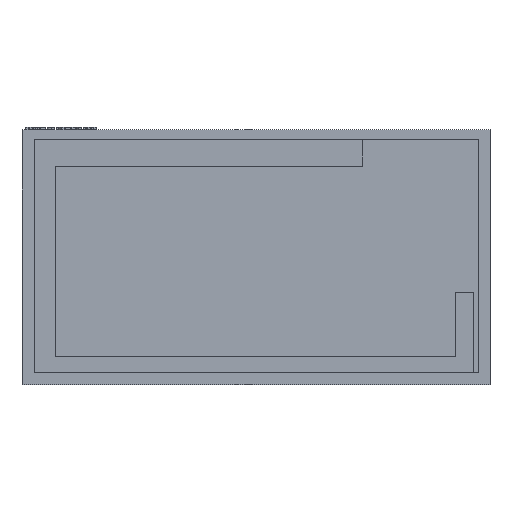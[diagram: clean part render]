
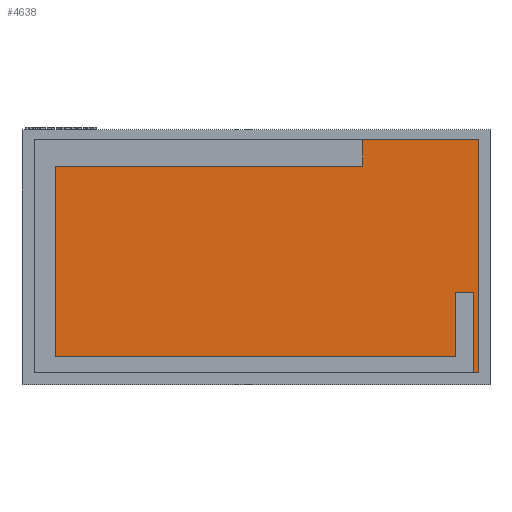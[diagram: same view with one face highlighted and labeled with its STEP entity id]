
A CAD part, top view. The second image highlights one B-rep face of the part: STEP entity #4638.
In plain terms, the highlighted planar face has unit normal (0, 0, 1).
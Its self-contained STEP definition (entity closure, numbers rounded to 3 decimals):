
#180=PLANE('',#4799);
#423=FACE_OUTER_BOUND('',#683,.T.);
#683=EDGE_LOOP('',(#4246,#4247,#4248,#4249,#4250,#4251,#4252,#4253,#4254,
#4255));
#1141=LINE('',#8514,#1621);
#1150=LINE('',#8532,#1630);
#1153=LINE('',#8537,#1633);
#1154=LINE('',#8540,#1634);
#1155=LINE('',#8542,#1635);
#1156=LINE('',#8544,#1636);
#1157=LINE('',#8546,#1637);
#1158=LINE('',#8548,#1638);
#1159=LINE('',#8550,#1639);
#1160=LINE('',#8551,#1640);
#1621=VECTOR('',#5519,10.);
#1630=VECTOR('',#5536,10.);
#1633=VECTOR('',#5541,10.);
#1634=VECTOR('',#5544,10.);
#1635=VECTOR('',#5545,10.);
#1636=VECTOR('',#5546,10.);
#1637=VECTOR('',#5547,10.);
#1638=VECTOR('',#5548,10.);
#1639=VECTOR('',#5549,10.);
#1640=VECTOR('',#5550,10.);
#2275=VERTEX_POINT('',#8511);
#2276=VERTEX_POINT('',#8513);
#2280=VERTEX_POINT('',#8529);
#2281=VERTEX_POINT('',#8531);
#2283=VERTEX_POINT('',#8539);
#2284=VERTEX_POINT('',#8541);
#2285=VERTEX_POINT('',#8543);
#2286=VERTEX_POINT('',#8545);
#2287=VERTEX_POINT('',#8547);
#2288=VERTEX_POINT('',#8549);
#2933=EDGE_CURVE('',#2276,#2275,#1141,.T.);
#2942=EDGE_CURVE('',#2281,#2280,#1150,.T.);
#2945=EDGE_CURVE('',#2280,#2276,#1153,.T.);
#2946=EDGE_CURVE('',#2275,#2283,#1154,.T.);
#2947=EDGE_CURVE('',#2283,#2284,#1155,.T.);
#2948=EDGE_CURVE('',#2284,#2285,#1156,.T.);
#2949=EDGE_CURVE('',#2285,#2286,#1157,.T.);
#2950=EDGE_CURVE('',#2286,#2287,#1158,.T.);
#2951=EDGE_CURVE('',#2287,#2288,#1159,.T.);
#2952=EDGE_CURVE('',#2288,#2281,#1160,.T.);
#4246=ORIENTED_EDGE('',*,*,#2946,.T.);
#4247=ORIENTED_EDGE('',*,*,#2947,.T.);
#4248=ORIENTED_EDGE('',*,*,#2948,.T.);
#4249=ORIENTED_EDGE('',*,*,#2949,.T.);
#4250=ORIENTED_EDGE('',*,*,#2950,.T.);
#4251=ORIENTED_EDGE('',*,*,#2951,.T.);
#4252=ORIENTED_EDGE('',*,*,#2952,.T.);
#4253=ORIENTED_EDGE('',*,*,#2942,.T.);
#4254=ORIENTED_EDGE('',*,*,#2945,.T.);
#4255=ORIENTED_EDGE('',*,*,#2933,.T.);
#4638=ADVANCED_FACE('',(#423),#180,.T.);
#4799=AXIS2_PLACEMENT_3D('',#8538,#5542,#5543);
#5519=DIRECTION('',(-1.,0.,0.));
#5536=DIRECTION('',(1.,0.,0.));
#5541=DIRECTION('',(0.,1.,0.));
#5542=DIRECTION('center_axis',(0.,0.,1.));
#5543=DIRECTION('ref_axis',(1.,0.,0.));
#5544=DIRECTION('',(0.,-1.,0.));
#5545=DIRECTION('',(-1.,0.,0.));
#5546=DIRECTION('',(0.,-1.,0.));
#5547=DIRECTION('',(1.,0.,0.));
#5548=DIRECTION('',(0.,1.,0.));
#5549=DIRECTION('',(1.,0.,0.));
#5550=DIRECTION('',(0.,-1.,0.));
#8511=CARTESIAN_POINT('',(67.441,-3.148,9.6));
#8513=CARTESIAN_POINT('',(88.969,-3.148,9.6));
#8514=CARTESIAN_POINT('',(26.814,-3.148,9.6));
#8529=CARTESIAN_POINT('',(88.969,-46.651,9.6));
#8531=CARTESIAN_POINT('',(88.125,-46.651,9.6));
#8532=CARTESIAN_POINT('',(68.233,-46.651,9.6));
#8537=CARTESIAN_POINT('',(88.969,-14.115,9.6));
#8538=CARTESIAN_POINT('Origin',(47.498,-25.083,9.6));
#8539=CARTESIAN_POINT('',(67.441,-8.11,9.6));
#8540=CARTESIAN_POINT('',(67.441,-14.707,9.6));
#8541=CARTESIAN_POINT('',(10.067,-8.11,9.6));
#8542=CARTESIAN_POINT('',(57.469,-8.11,9.6));
#8543=CARTESIAN_POINT('',(10.067,-43.578,9.6));
#8544=CARTESIAN_POINT('',(10.067,-16.596,9.6));
#8545=CARTESIAN_POINT('',(84.74,-43.578,9.6));
#8546=CARTESIAN_POINT('',(28.782,-43.578,9.6));
#8547=CARTESIAN_POINT('',(84.74,-31.581,9.6));
#8548=CARTESIAN_POINT('',(84.74,-34.33,9.6));
#8549=CARTESIAN_POINT('',(88.125,-31.581,9.6));
#8550=CARTESIAN_POINT('',(66.119,-31.581,9.6));
#8551=CARTESIAN_POINT('',(88.125,-35.458,9.6));
